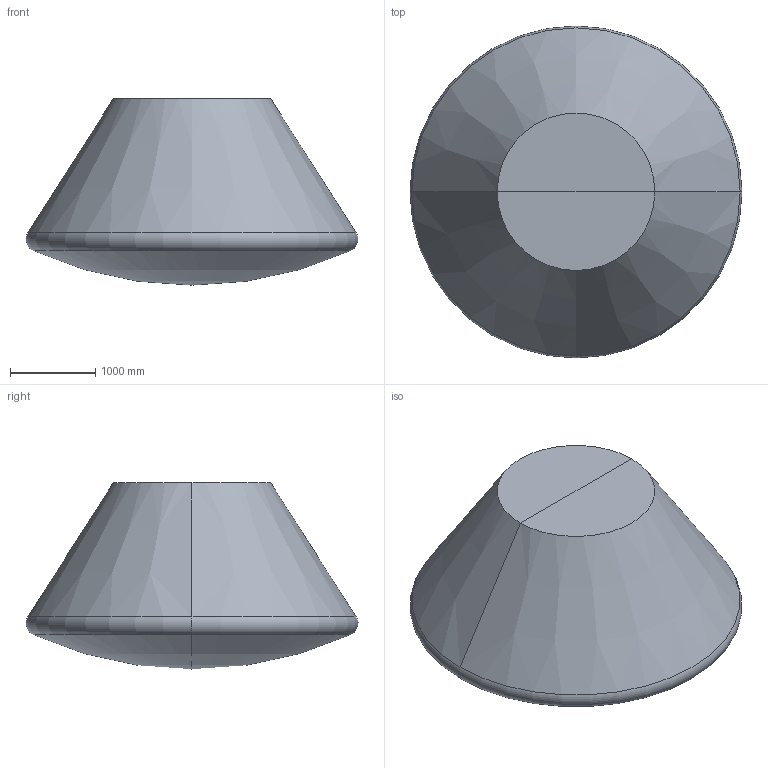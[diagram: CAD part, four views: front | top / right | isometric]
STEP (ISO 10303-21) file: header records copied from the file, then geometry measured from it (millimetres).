
FILE_DESCRIPTION(('FreeCAD Model'),'2;1');
FILE_NAME('Open CASCADE Shape Model','2024-07-12T07:03:06',(''),(''), 'Open CASCADE STEP processor 7.7','FreeCAD','Unknown');
FILE_SCHEMA(('AUTOMOTIVE_DESIGN { 1 0 10303 214 1 1 1 1 }'));
Length unit declared in the file: millimetre
Products named in the file (1): Shell
Bounding box: 3893.7 x 3893.7 x 2184.2 mm (x, y, z)
Surface area: 33742774.4 mm2 (no closed solid volume)
Topology: 0 solids, 2 shells, 8 faces, 24 edges, 14 vertices
Faces by surface type: cone 2, plane 2, torus 2, sphere 2
Entity records: 464 total; most frequent: DIRECTION 82, CARTESIAN_POINT 73, LINE 34, VECTOR 34, ORIENTED_EDGE 28, PCURVE 28, DEFINITIONAL_REPRESENTATION 28, AXIS2_PLACEMENT_3D 23
